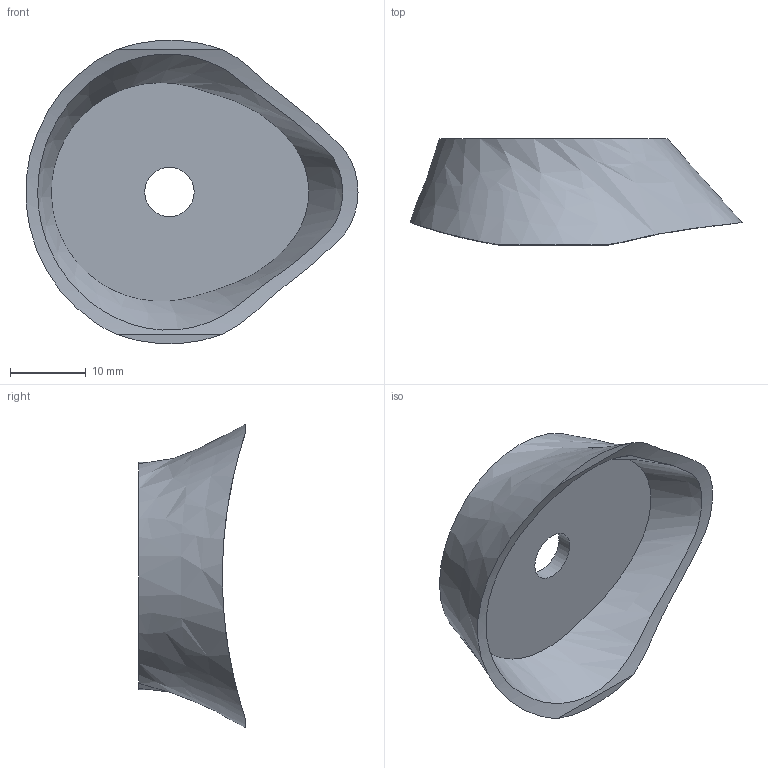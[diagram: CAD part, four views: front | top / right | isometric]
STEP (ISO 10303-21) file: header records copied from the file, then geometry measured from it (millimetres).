
FILE_DESCRIPTION (( 'STEP AP214' ), '1' );
FILE_NAME ('gps_ant_holder.STEP', '2020-10-01T09:38:43', ( '' ), ( '' ), 'SwSTEP 2.0', 'SolidWorks 2018', '' );
FILE_SCHEMA (( 'AUTOMOTIVE_DESIGN' ));
Length unit declared in the file: millimetre
Products named in the file (1): gps_ant_holder
Bounding box: 43.7 x 14 x 39.9 mm (x, y, z)
Volume: 4693.9 mm3; surface area: 4173.6 mm2
Topology: 1 solids, 1 shells, 10 faces, 19 edges, 13 vertices
Faces by surface type: plane 5, cylinder 3, bspline 2
Full cylindrical faces by diameter (mm): 6.5 x1, 20 x1
Entity records: 2010 total; most frequent: CARTESIAN_POINT 1801, DIRECTION 34, ORIENTED_EDGE 26, EDGE_LOOP 18, AXIS2_PLACEMENT_3D 16, FACE_OUTER_BOUND 14, EDGE_CURVE 13, VERTEX_POINT 11
